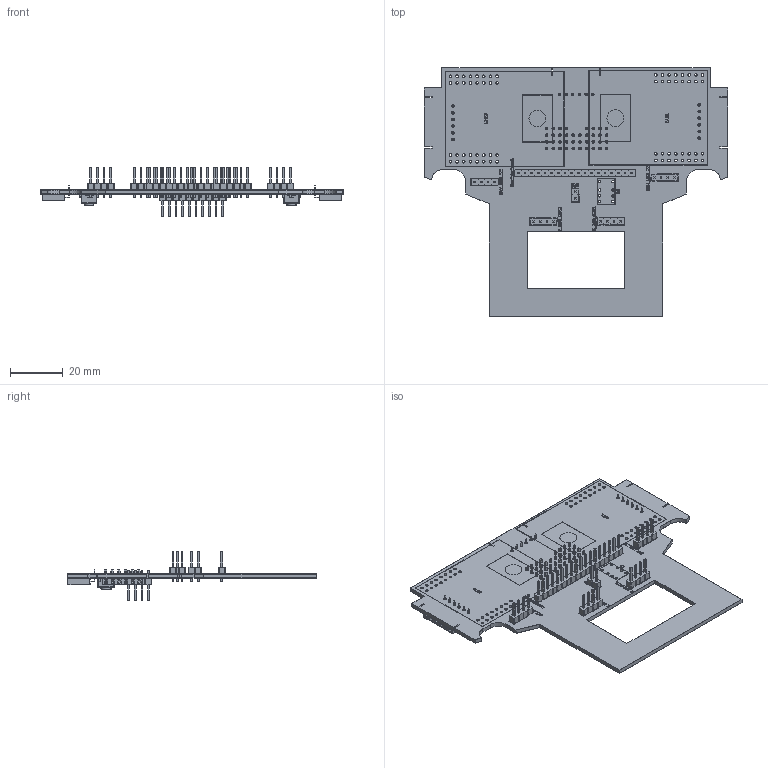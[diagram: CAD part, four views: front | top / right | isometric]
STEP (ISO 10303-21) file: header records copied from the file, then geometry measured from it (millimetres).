
FILE_DESCRIPTION(('KiCad electronic assembly'),'2;1');
FILE_NAME('Top_Platine.step','2025-05-02T22:53:08',('Pcbnew'),('Kicad'), 'Open CASCADE STEP processor 7.6','KiCad to STEP converter','Unknown' );
FILE_SCHEMA(('AUTOMOTIVE_DESIGN { 1 0 10303 214 1 1 1 1 }'));
Length unit declared in the file: millimetre
Products named in the file (12): Top_Platine 1; PinHeader_1x04_P2.54mm_Vertical; PinHeader_1x02_P2.54mm_Vertical; PinHeader_1x18_P2.54mm_Vertical; PinSocket_1x06_P2.54mm_Horizontal; LED_1206_3216Metric; R_1206_3216Metric; SW_SPST_PTS645; PinHeader_1x10_P2.54mm_Vertical; Top_Platine_silkscreen; Top_Platine_soldermask; Top_Platine_PCB
Assembly tree (23 placements, depth 2):
  Top_Platine 1
    PinHeader_1x04_P2.54mm_Vertical  x6
    PinHeader_1x02_P2.54mm_Vertical
    PinHeader_1x18_P2.54mm_Vertical
    PinSocket_1x06_P2.54mm_Horizontal  x3
    LED_1206_3216Metric  x2
    R_1206_3216Metric  x2
    SW_SPST_PTS645  x2
    PinHeader_1x10_P2.54mm_Vertical  x3
    Top_Platine_silkscreen
    Top_Platine_soldermask
    Top_Platine_PCB
Bounding box: 115.4 x 94.56 x 18.76 mm (x, y, z)
Volume: 13743.9 mm3; surface area: 37142 mm2
Topology: 21 solids, 181 shells, 3114 faces, 10398 edges, 7690 vertices
Faces by surface type: plane 2810, cylinder 294, revolution 8, cone 2
Full cylindrical faces by diameter (mm): 0.6 x8, 0.95 x8, 1 x156, 3.5 x2
Entity records: 71423 total; most frequent: CARTESIAN_POINT 13484, DIRECTION 11230, ORIENTED_EDGE 10176, EDGE_CURVE 6582, VERTEX_POINT 5277, LINE 5124, VECTOR 5124, AXIS2_PLACEMENT_3D 3051
